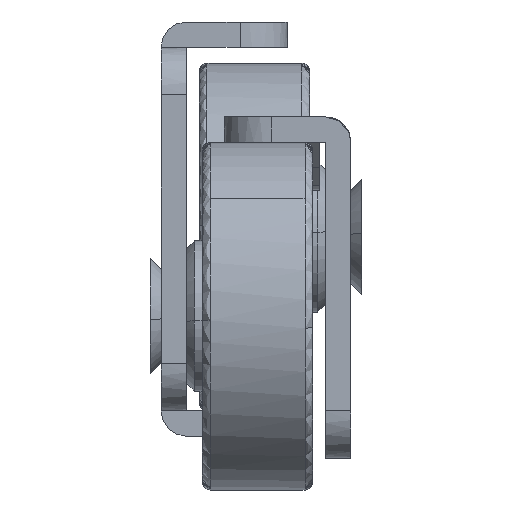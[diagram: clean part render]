
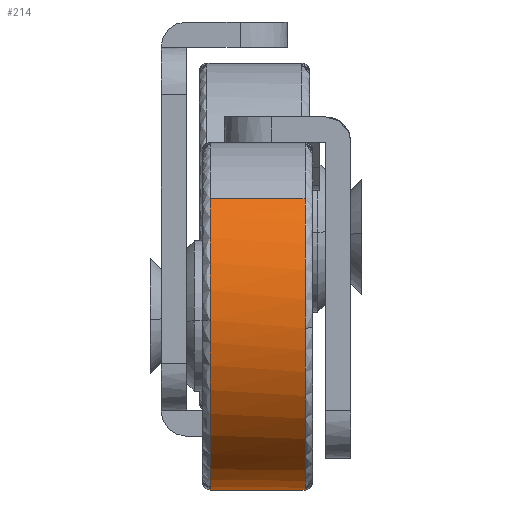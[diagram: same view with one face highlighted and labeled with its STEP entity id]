
A CAD part, left-side view. The second image highlights one B-rep face of the part: STEP entity #214.
In plain terms, the highlighted free-form (B-spline) face has degree [2, 1] with [9, 2] control points.
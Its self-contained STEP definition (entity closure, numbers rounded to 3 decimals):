
#44=CARTESIAN_POINT('',(15.087,-9.25,-2.387));
#45=CARTESIAN_POINT('',(16.951,-9.25,-3.133));
#46=CARTESIAN_POINT('',(18.431,-9.25,-4.49));
#47=CARTESIAN_POINT('',(26.542,-9.25,-11.921));
#48=CARTESIAN_POINT('',(19.11,-9.25,-20.031));
#49=CARTESIAN_POINT('',(11.679,-9.25,-28.142));
#50=CARTESIAN_POINT('',(3.569,-9.25,-20.71));
#51=CARTESIAN_POINT('',(-4.542,-9.25,-13.279));
#52=CARTESIAN_POINT('',(2.89,-9.25,-5.169));
#53=CARTESIAN_POINT('',(15.087,-2.946,-2.387));
#54=CARTESIAN_POINT('',(16.951,-2.946,-3.133));
#55=CARTESIAN_POINT('',(18.431,-2.946,-4.49));
#56=CARTESIAN_POINT('',(26.542,-2.946,-11.921));
#57=CARTESIAN_POINT('',(19.11,-2.946,-20.031));
#58=CARTESIAN_POINT('',(11.679,-2.946,-28.142));
#59=CARTESIAN_POINT('',(3.569,-2.946,-20.71));
#60=CARTESIAN_POINT('',(-4.542,-2.946,-13.279));
#61=CARTESIAN_POINT('',(2.89,-2.946,-5.169));
#69=(BOUNDED_SURFACE()B_SPLINE_SURFACE(2,1,((#44,#53),(#45,#54),(#46,#55),(#47,#56),(#48,#57),(#49,#58),(#50,#59),(#51,#60),(#52,#61)),.UNSPECIFIED.,.F.,.F.,.U.)B_SPLINE_SURFACE_WITH_KNOTS((3,2,2,2,3),(2,2),(0.0,4.374,22.599,40.825,59.05),(0.0,6.304),.UNSPECIFIED.)GEOMETRIC_REPRESENTATION_ITEM()RATIONAL_B_SPLINE_SURFACE(((0.893,0.893),(0.93,0.93),(1.0,1.0),(0.707,0.707),(1.0,1.0),(0.707,0.707),(1.0,1.0),(0.707,0.707),(1.0,1.0)))REPRESENTATION_ITEM('')SURFACE());
#70=CARTESIAN_POINT('',(15.087,-9.1,-2.387));
#71=VERTEX_POINT('',#70);
#72=CARTESIAN_POINT('',(21.999,-9.1,-12.462));
#73=VERTEX_POINT('',#72);
#74=CARTESIAN_POINT('',(15.087,-9.1,-2.387));
#75=CARTESIAN_POINT('',(21.907,-9.1,-5.117));
#76=CARTESIAN_POINT('',(21.999,-9.1,-12.462));
#84=(BOUNDED_CURVE()B_SPLINE_CURVE(2,(#74,#75,#76),.UNSPECIFIED.,.F.,.U.)B_SPLINE_CURVE_WITH_KNOTS((3,3),(0.063,0.248),.UNSPECIFIED.)CURVE()GEOMETRIC_REPRESENTATION_ITEM()RATIONAL_B_SPLINE_CURVE((0.889,0.782,0.995))REPRESENTATION_ITEM(''));
#85=EDGE_CURVE('',#71,#73,#84,.T.);
#86=ORIENTED_EDGE('',*,*,#85,.T.);
#87=CARTESIAN_POINT('',(11.0,-9.1,-23.6));
#88=VERTEX_POINT('',#87);
#89=CARTESIAN_POINT('',(21.999,-9.1,-12.462));
#90=CARTESIAN_POINT('',(22.,-9.1,-12.531));
#91=CARTESIAN_POINT('',(22.0,-9.1,-12.6));
#92=CARTESIAN_POINT('',(22.,-9.1,-23.6));
#93=CARTESIAN_POINT('',(11.0,-9.1,-23.6));
#101=(BOUNDED_CURVE()B_SPLINE_CURVE(2,(#89,#90,#91,#92,#93),.UNSPECIFIED.,.F.,.U.)B_SPLINE_CURVE_WITH_KNOTS((3,2,3),(0.248,0.25,0.5),.UNSPECIFIED.)CURVE()GEOMETRIC_REPRESENTATION_ITEM()RATIONAL_B_SPLINE_CURVE((0.995,0.997,1.0,0.707,1.0))REPRESENTATION_ITEM(''));
#102=EDGE_CURVE('',#73,#88,#101,.T.);
#103=ORIENTED_EDGE('',*,*,#102,.T.);
#104=CARTESIAN_POINT('',(0.027,-9.1,-13.367));
#105=VERTEX_POINT('',#104);
#106=CARTESIAN_POINT('',(11.0,-9.1,-23.6));
#107=CARTESIAN_POINT('',(0.742,-9.1,-23.6));
#108=CARTESIAN_POINT('',(0.027,-9.1,-13.367));
#116=(BOUNDED_CURVE()B_SPLINE_CURVE(2,(#106,#107,#108),.UNSPECIFIED.,.F.,.U.)B_SPLINE_CURVE_WITH_KNOTS((3,3),(0.5,0.738),.UNSPECIFIED.)CURVE()GEOMETRIC_REPRESENTATION_ITEM()RATIONAL_B_SPLINE_CURVE((1.0,0.721,0.973))REPRESENTATION_ITEM(''));
#117=EDGE_CURVE('',#88,#105,#116,.T.);
#118=ORIENTED_EDGE('',*,*,#117,.T.);
#119=CARTESIAN_POINT('',(2.89,-9.1,-5.169));
#120=VERTEX_POINT('',#119);
#121=CARTESIAN_POINT('',(0.027,-9.1,-13.367));
#122=CARTESIAN_POINT('',(0.0,-9.1,-12.984));
#123=CARTESIAN_POINT('',(0.0,-9.1,-12.6));
#124=CARTESIAN_POINT('',(0.0,-9.1,-8.322));
#125=CARTESIAN_POINT('',(2.89,-9.1,-5.169));
#133=(BOUNDED_CURVE()B_SPLINE_CURVE(2,(#121,#122,#123,#124,#125),.UNSPECIFIED.,.F.,.U.)B_SPLINE_CURVE_WITH_KNOTS((3,2,3),(0.738,0.75,0.868),.UNSPECIFIED.)CURVE()GEOMETRIC_REPRESENTATION_ITEM()RATIONAL_B_SPLINE_CURVE((0.973,0.986,1.0,0.861,0.854))REPRESENTATION_ITEM(''));
#134=EDGE_CURVE('',#105,#120,#133,.T.);
#135=ORIENTED_EDGE('',*,*,#134,.T.);
#136=CARTESIAN_POINT('',(2.89,-3.1,-5.169));
#137=VERTEX_POINT('',#136);
#138=CARTESIAN_POINT('',(2.89,-9.1,-5.169));
#139=CARTESIAN_POINT('',(2.89,-3.1,-5.169));
#140=QUASI_UNIFORM_CURVE('',1,(#138,#139),.UNSPECIFIED.,.F.,.U.);
#141=EDGE_CURVE('',#120,#137,#140,.T.);
#142=ORIENTED_EDGE('',*,*,#141,.T.);
#143=CARTESIAN_POINT('',(0.003,-3.1,-12.876));
#144=VERTEX_POINT('',#143);
#145=CARTESIAN_POINT('',(0.003,-3.1,-12.876));
#146=CARTESIAN_POINT('',(0.0,-3.1,-12.738));
#147=CARTESIAN_POINT('',(0.0,-3.1,-12.6));
#148=CARTESIAN_POINT('',(0.0,-3.1,-8.322));
#149=CARTESIAN_POINT('',(2.89,-3.1,-5.169));
#157=(BOUNDED_CURVE()B_SPLINE_CURVE(2,(#145,#146,#147,#148,#149),.UNSPECIFIED.,.F.,.U.)B_SPLINE_CURVE_WITH_KNOTS((3,2,3),(0.746,0.75,0.868),.UNSPECIFIED.)CURVE()GEOMETRIC_REPRESENTATION_ITEM()RATIONAL_B_SPLINE_CURVE((0.99,0.995,1.0,0.861,0.854))REPRESENTATION_ITEM(''));
#158=EDGE_CURVE('',#144,#137,#157,.T.);
#159=ORIENTED_EDGE('',*,*,#158,.F.);
#160=CARTESIAN_POINT('',(11.0,-3.1,-23.6));
#161=VERTEX_POINT('',#160);
#162=CARTESIAN_POINT('',(11.0,-3.1,-23.6));
#163=CARTESIAN_POINT('',(0.273,-3.1,-23.6));
#164=CARTESIAN_POINT('',(0.003,-3.1,-12.876));
#172=(BOUNDED_CURVE()B_SPLINE_CURVE(2,(#162,#163,#164),.UNSPECIFIED.,.F.,.U.)B_SPLINE_CURVE_WITH_KNOTS((3,3),(0.5,0.746),.UNSPECIFIED.)CURVE()GEOMETRIC_REPRESENTATION_ITEM()RATIONAL_B_SPLINE_CURVE((1.0,0.712,0.99))REPRESENTATION_ITEM(''));
#173=EDGE_CURVE('',#161,#144,#172,.T.);
#174=ORIENTED_EDGE('',*,*,#173,.F.);
#175=CARTESIAN_POINT('',(21.997,-3.1,-12.324));
#176=VERTEX_POINT('',#175);
#177=CARTESIAN_POINT('',(21.997,-3.1,-12.324));
#178=CARTESIAN_POINT('',(22.,-3.1,-12.462));
#179=CARTESIAN_POINT('',(22.0,-3.1,-12.6));
#180=CARTESIAN_POINT('',(22.,-3.1,-23.6));
#181=CARTESIAN_POINT('',(11.0,-3.1,-23.6));
#189=(BOUNDED_CURVE()B_SPLINE_CURVE(2,(#177,#178,#179,#180,#181),.UNSPECIFIED.,.F.,.U.)B_SPLINE_CURVE_WITH_KNOTS((3,2,3),(0.246,0.25,0.5),.UNSPECIFIED.)CURVE()GEOMETRIC_REPRESENTATION_ITEM()RATIONAL_B_SPLINE_CURVE((0.99,0.995,1.0,0.707,1.0))REPRESENTATION_ITEM(''));
#190=EDGE_CURVE('',#176,#161,#189,.T.);
#191=ORIENTED_EDGE('',*,*,#190,.F.);
#192=CARTESIAN_POINT('',(15.087,-3.1,-2.387));
#193=VERTEX_POINT('',#192);
#194=CARTESIAN_POINT('',(15.087,-3.1,-2.387));
#195=CARTESIAN_POINT('',(21.814,-3.1,-5.08));
#196=CARTESIAN_POINT('',(21.997,-3.1,-12.324));
#204=(BOUNDED_CURVE()B_SPLINE_CURVE(2,(#194,#195,#196),.UNSPECIFIED.,.F.,.U.)B_SPLINE_CURVE_WITH_KNOTS((3,3),(0.063,0.246),.UNSPECIFIED.)CURVE()GEOMETRIC_REPRESENTATION_ITEM()RATIONAL_B_SPLINE_CURVE((0.889,0.784,0.99))REPRESENTATION_ITEM(''));
#205=EDGE_CURVE('',#193,#176,#204,.T.);
#206=ORIENTED_EDGE('',*,*,#205,.F.);
#207=CARTESIAN_POINT('',(15.087,-9.1,-2.387));
#208=CARTESIAN_POINT('',(15.087,-3.1,-2.387));
#209=QUASI_UNIFORM_CURVE('',1,(#207,#208),.UNSPECIFIED.,.F.,.U.);
#210=EDGE_CURVE('',#71,#193,#209,.T.);
#211=ORIENTED_EDGE('',*,*,#210,.F.);
#212=EDGE_LOOP('',(#86,#103,#118,#135,#142,#159,#174,#191,#206,#211));
#213=FACE_OUTER_BOUND('',#212,.T.);
#214=ADVANCED_FACE('',(#213),#69,.T.);
